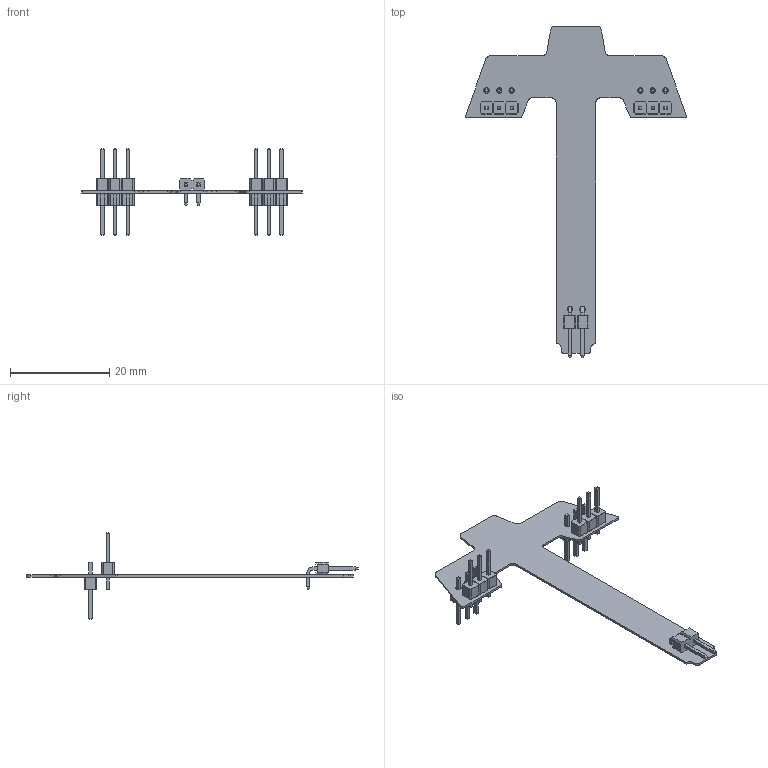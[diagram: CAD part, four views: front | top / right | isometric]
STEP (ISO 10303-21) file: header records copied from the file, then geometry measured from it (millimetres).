
FILE_DESCRIPTION(('Open CASCADE Model'),'2;1');
FILE_NAME('Open CASCADE Shape Model','2020-04-16T19:11:43',('Author'),( 'Open CASCADE'),'Open CASCADE STEP processor 6.8','Open CASCADE 6.8' ,'Unknown');
FILE_SCHEMA(('AUTOMOTIVE_DESIGN { 1 0 10303 214 1 1 1 1 }'));
Length unit declared in the file: millimetre
Products named in the file (12): PCB; Board; X?; PLS-3; PLS-1; ïðÿìîé_øòûðü; îñíîâàíèå; pcb_connector_890-70-002-20-001101
Assembly tree (16 placements, depth 5):
  PCB
    Board
    X?
      PLS-3
        PLS-1  x3
          ïðÿìîé_øòûðü
          îñíîâàíèå
    X?
      PLS-3
        PLS-1  x3
          ïðÿìîé_øòûðü
          îñíîâàíèå
    X?
      PLS-3
        PLS-1  x3
          ïðÿìîé_øòûðü
          îñíîâàíèå
    X?
      PLS-3
        PLS-1  x3
          ïðÿìîé_øòûðü
          îñíîâàíèå
    X?
      pcb_connector_890-70-002-20-001101
Bounding box: 44.51 x 66.94 x 17.49 mm (x, y, z)
Volume: 634.9 mm3; surface area: 2860.3 mm2
Topology: 26 solids, 26 shells, 650 faces, 1470 edges, 876 vertices
Faces by surface type: plane 614, cylinder 36
Full cylindrical faces by diameter (mm): 1.1 x14
Entity records: 5177 total; most frequent: CARTESIAN_POINT 857, DIRECTION 852, ORIENTED_EDGE 828, EDGE_CURVE 414, LINE 342, VECTOR 342, VERTEX_POINT 260, AXIS2_PLACEMENT_3D 255
